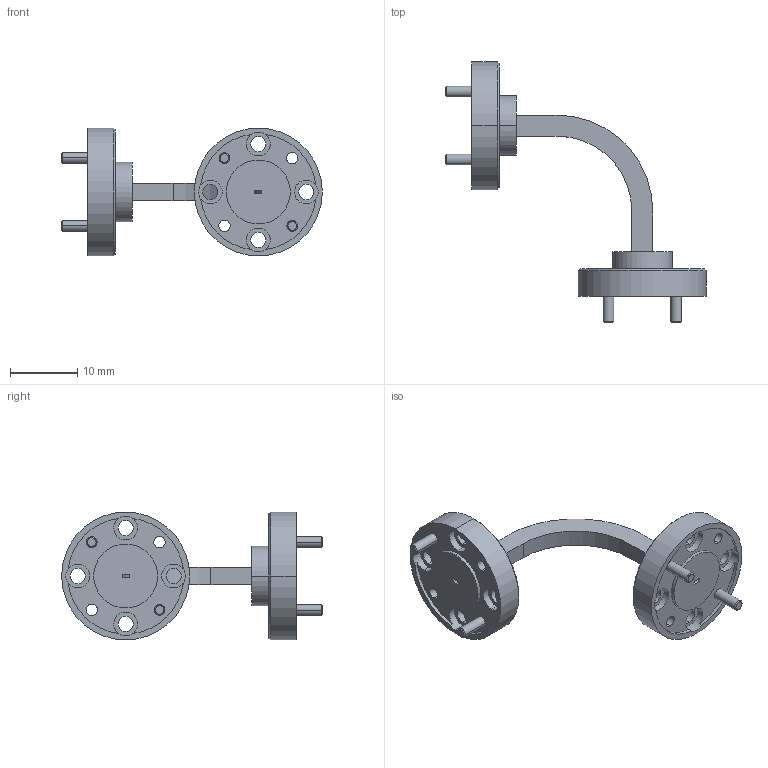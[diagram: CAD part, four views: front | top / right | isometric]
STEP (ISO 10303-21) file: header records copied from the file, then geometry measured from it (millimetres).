
FILE_DESCRIPTION (( 'STEP AP214' ), '1' );
FILE_NAME ('WB-H04-A-L, 1.0x1.0, Defeatured.STEP', '2025-01-28T18:49:36', ( '' ), ( '' ), 'SwSTEP 2.0', 'SolidWorks 2021', '' );
FILE_SCHEMA (( 'AUTOMOTIVE_DESIGN' ));
Length unit declared in the file: inch
Products named in the file (1): WB-H04-A-L, 1.0x1.0, Defeatured
Bounding box: 38.8 x 38.8 x 19.05 mm (x, y, z)
Volume: 2533.1 mm3; surface area: 2787.8 mm2
Topology: 5 solids, 5 shells, 138 faces, 342 edges, 222 vertices
Faces by surface type: cylinder 80, plane 38, cone 20
Entity records: 5710 total; most frequent: DIRECTION 818, CARTESIAN_POINT 703, ORIENTED_EDGE 684, EDGE_CURVE 342, AXIS2_PLACEMENT_3D 337, VERTEX_POINT 222, CIRCLE 198, EDGE_LOOP 180
